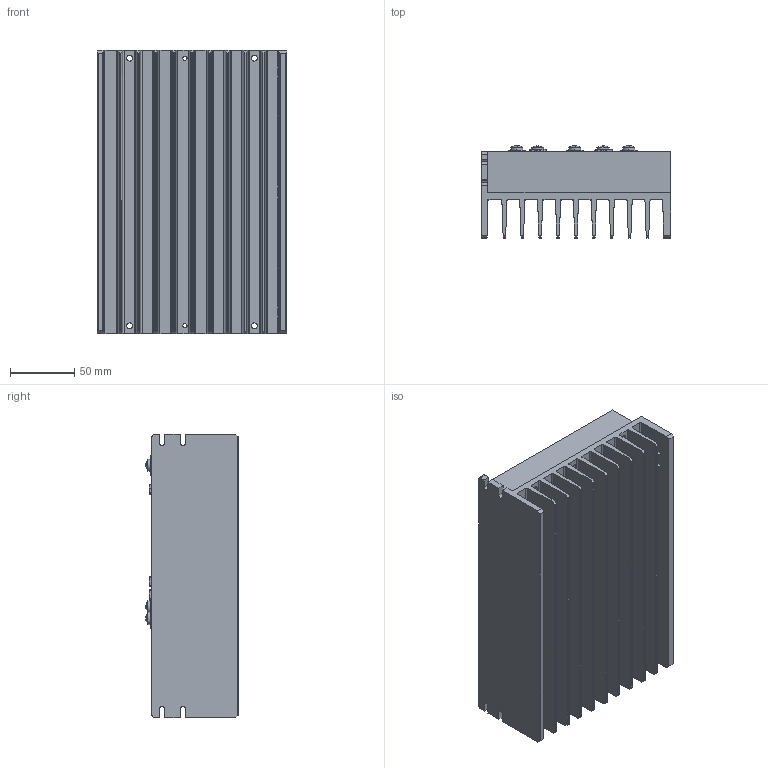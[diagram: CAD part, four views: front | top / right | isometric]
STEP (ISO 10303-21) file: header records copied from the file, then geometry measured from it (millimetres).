
FILE_DESCRIPTION (( 'STEP AP214' ), '1' );
FILE_NAME ('100AÇý¶¯Æ÷ÍâÐÎV3.2.STEP', '2024-08-01T09:01:45', ( 'HP' ), ( 'HP' ), 'SwSTEP 2.0', 'SolidWorks 2020', '' );
FILE_SCHEMA (( 'AUTOMOTIVE_DESIGN' ));
Length unit declared in the file: millimetre
Products named in the file (3): cross recessed pan head screws gb_GB_CROSS_SCREWS_TYPE1 M5X6-6  H type-N; 100A驱动器外形V3.2; 100A驱动器外形V3
Assembly tree (6 placements, depth 2):
  100A驱动器外形V3.2
    100A驱动器外形V3
    cross recessed pan head screws gb_GB_CROSS_SCREWS_TYPE1 M5X6-6  H type-N  x5
Bounding box: 147 x 71.66 x 220 mm (x, y, z)
Volume: 1339488.3 mm3; surface area: 246157.9 mm2
Topology: 6 solids, 6 shells, 737 faces, 1914 edges, 1268 vertices
Faces by surface type: plane 414, cylinder 243, bspline 60, cone 10, sphere 10
Entity records: 25256 total; most frequent: CARTESIAN_POINT 6912, ORIENTED_EDGE 3280, DIRECTION 3001, EDGE_CURVE 1640, VERTEX_POINT 1092, VECTOR 1079, LINE 1079, AXIS2_PLACEMENT_3D 961
